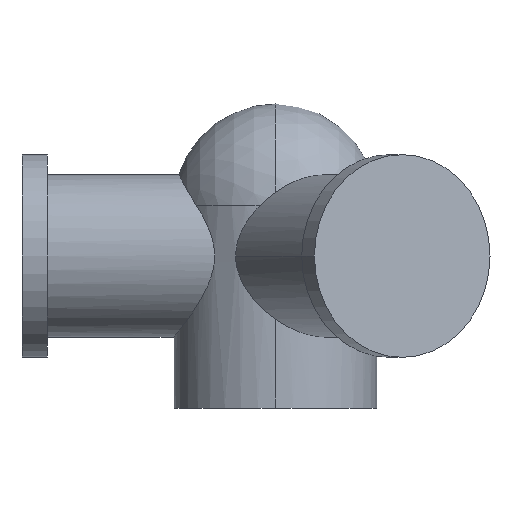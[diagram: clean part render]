
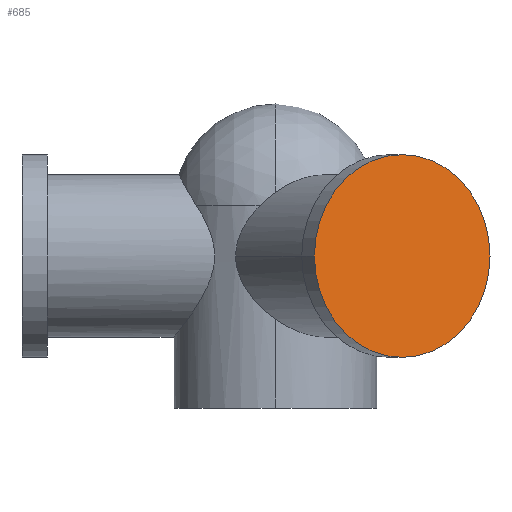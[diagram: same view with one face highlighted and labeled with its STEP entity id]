
A CAD part, left-side view. The second image highlights one B-rep face of the part: STEP entity #685.
In plain terms, the highlighted planar face has unit normal (-0.866, -0.5, 0).
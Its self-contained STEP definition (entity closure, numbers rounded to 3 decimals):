
#54 = DIRECTION ( 'NONE',  ( -0.866, -0.5, 0. ) ) ;
#197 = PLANE ( 'NONE',  #788 ) ;
#273 = AXIS2_PLACEMENT_3D ( 'NONE', #617, #746, #1688 ) ;
#312 = DIRECTION ( 'NONE',  ( -0.866, -0.5, 0. ) ) ;
#332 = DIRECTION ( 'NONE',  ( 0., 0., 1. ) ) ;
#347 = ORIENTED_EDGE ( 'NONE', *, *, #418, .T. ) ;
#418 = EDGE_CURVE ( 'NONE', #1615, #462, #1188, .T. ) ;
#462 = VERTEX_POINT ( 'NONE', #950 ) ;
#614 = DIRECTION ( 'NONE',  ( 0., 0., 1. ) ) ;
#617 = CARTESIAN_POINT ( 'NONE',  ( -4330.127, -2500., 0. ) ) ;
#632 = EDGE_CURVE ( 'NONE', #462, #1615, #837, .T. ) ;
#649 = ORIENTED_EDGE ( 'NONE', *, *, #632, .T. ) ;
#685 = ADVANCED_FACE ( 'NONE', ( #733 ), #197, .T. ) ;
#723 = CARTESIAN_POINT ( 'NONE',  ( -4330.127, -2500., 0. ) ) ;
#733 = FACE_OUTER_BOUND ( 'NONE', #1733, .T. ) ;
#746 = DIRECTION ( 'NONE',  ( -0.866, -0.5, 0. ) ) ;
#763 = CARTESIAN_POINT ( 'NONE',  ( -5330.127, -767.949, 0. ) ) ;
#788 = AXIS2_PLACEMENT_3D ( 'NONE', #989, #54, #332 ) ;
#837 = CIRCLE ( 'NONE', #1074, 2000. ) ;
#950 = CARTESIAN_POINT ( 'NONE',  ( -3330.127, -4232.051, 0. ) ) ;
#989 = CARTESIAN_POINT ( 'NONE',  ( -4330.127, -2500., 0. ) ) ;
#1074 = AXIS2_PLACEMENT_3D ( 'NONE', #723, #312, #614 ) ;
#1188 = CIRCLE ( 'NONE', #273, 2000. ) ;
#1615 = VERTEX_POINT ( 'NONE', #763 ) ;
#1688 = DIRECTION ( 'NONE',  ( 0., 0., 1. ) ) ;
#1733 = EDGE_LOOP ( 'NONE', ( #347, #649 ) ) ;
